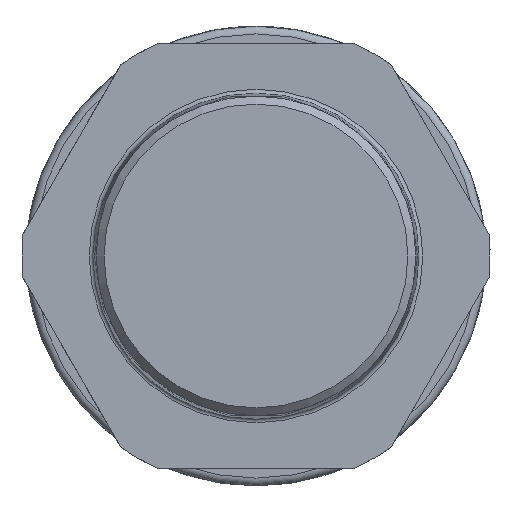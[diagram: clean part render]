
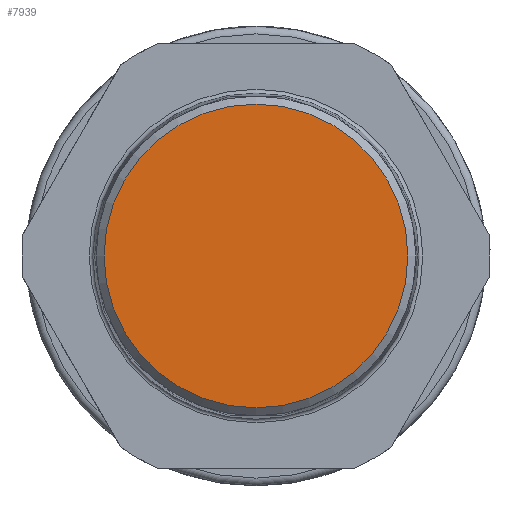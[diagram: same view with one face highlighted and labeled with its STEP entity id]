
A CAD part, left-side view. The second image highlights one B-rep face of the part: STEP entity #7939.
In plain terms, the highlighted planar face has unit normal (-1, 0, 0).
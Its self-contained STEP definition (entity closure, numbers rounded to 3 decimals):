
#1328=FACE_OUTER_BOUND('',#1767,.T.);
#1767=EDGE_LOOP('',(#4909));
#2214=CIRCLE('',#8407,19.659);
#2804=VERTEX_POINT('',#11769);
#3648=EDGE_CURVE('',#2804,#2804,#2214,.T.);
#4909=ORIENTED_EDGE('',*,*,#3648,.F.);
#7431=PLANE('',#8406);
#7939=ADVANCED_FACE('',(#1328),#7431,.T.);
#8406=AXIS2_PLACEMENT_3D('',#11768,#9437,#9438);
#8407=AXIS2_PLACEMENT_3D('',#11770,#9439,#9440);
#9437=DIRECTION('center_axis',(-1.,0.,0.));
#9438=DIRECTION('ref_axis',(0.,0.,
-1.));
#9439=DIRECTION('center_axis',(1.,0.,0.));
#9440=DIRECTION('ref_axis',(0.,1.,0.));
#11768=CARTESIAN_POINT('Origin',(-26.385,-20.659,0.));
#11769=CARTESIAN_POINT('',(-26.385,-19.659,0.));
#11770=CARTESIAN_POINT('Origin',(-26.385,0.,0.));
